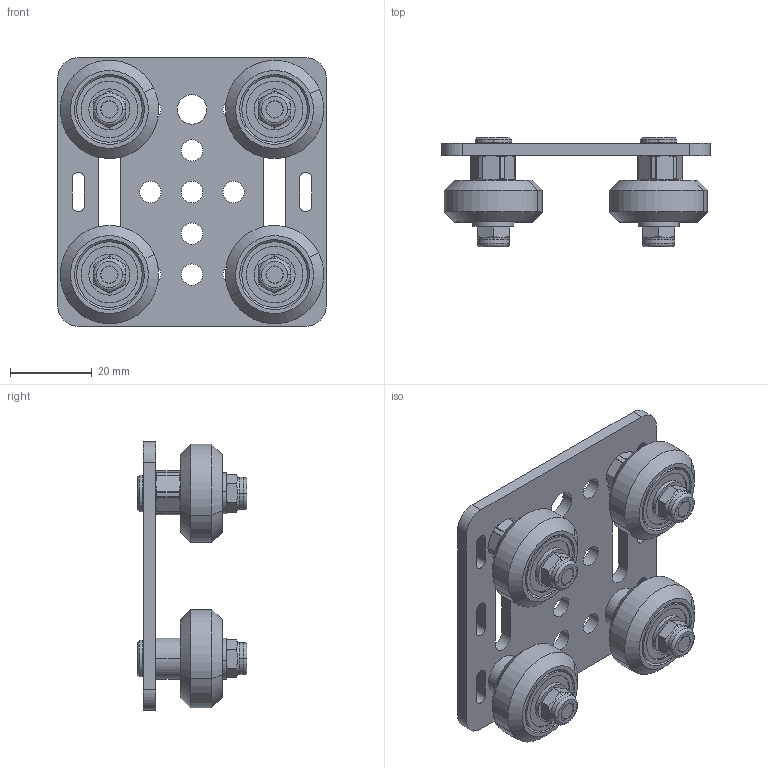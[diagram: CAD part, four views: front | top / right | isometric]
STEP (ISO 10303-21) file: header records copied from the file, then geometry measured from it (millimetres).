
FILE_DESCRIPTION (( 'STEP AP214' ), '1' );
FILE_NAME ('暑祜脲牝 镱痱嚯铋 镫囫蜩睇 65x65.STEP', '2021-09-01T13:15:37', ( 'Windows User' ), ( '' ), 'SwSTEP 2.0', 'SolidWorks 2021', '' );
FILE_SCHEMA (( 'AUTOMOTIVE_DESIGN' ));
Length unit declared in the file: millimetre
Products named in the file (10): A180 Ïîäøèïíèê 625rs, O 5  O 16; A172 栖闉罻 豂錒罻_00; A201 Äèñòàíöèîííàÿ âòóëêà 5õ6 ìì_00; A172 Ñòàíäàðòíûé ïëàñòèêîâûé ðîëèê äëÿ V-ïàçà; 暑祜脲牝 镱痱嚯铋 镫囫蜩睇 65x65; A165 Ïëàñòèíà ïîðòàëüíàÿ  65õ65 äëÿ ðîëèêîâ_00; A143 Âèíò ñ ïëîñêîé ãîëîâêîé è âíóòð. øåñòèãðàííèêîì M5õ25; A211 Âûñîêîòî÷íàÿ äèñòàíöèîííàÿ øàéáà 5 ìì_00; A195-Standartnyy-ekstsentrik-6-mm_-dlya-vinta-M5_podrobnaya-model__00; A229 Ñàìîêîíòðÿùàÿñÿ ãàéêà M5_00
Assembly tree (25 placements, depth 3):
  暑祜脲牝 镱痱嚯铋 镫囫蜩睇 65x65
    A165 Ïëàñòèíà ïîðòàëüíàÿ  65õ65 äëÿ ðîëèêîâ_00
    A143 Âèíò ñ ïëîñêîé ãîëîâêîé è âíóòð. øåñòèãðàííèêîì M5õ25  x4
    A195-Standartnyy-ekstsentrik-6-mm_-dlya-vinta-M5_podrobnaya-model__00  x2
    A172 栖闉罻 豂錒罻_00  x4
      A211 Âûñîêîòî÷íàÿ äèñòàíöèîííàÿ øàéáà 5 ìì_00
      A180 Ïîäøèïíèê 625rs, O 5  O 16
      A172 Ñòàíäàðòíûé ïëàñòèêîâûé ðîëèê äëÿ V-ïàçà
    A229 Ñàìîêîíòðÿùàÿñÿ ãàéêà M5_00  x4
    A201 Äèñòàíöèîííàÿ âòóëêà 5õ6 ìì_00  x2
    A211 Âûñîêîòî÷íàÿ äèñòàíöèîííàÿ øàéáà 5 ìì_00  x4
Bounding box: 65.5 x 26.7 x 65.5 mm (x, y, z)
Volume: 30840.4 mm3; surface area: 28020 mm2
Topology: 33 solids, 33 shells, 646 faces, 1482 edges, 952 vertices
Faces by surface type: cylinder 286, plane 216, cone 104, torus 40
Entity records: 8243 total; most frequent: CARTESIAN_POINT 1728, DIRECTION 1200, ORIENTED_EDGE 1104, EDGE_CURVE 552, AXIS2_PLACEMENT_3D 480, VERTEX_POINT 358, EDGE_LOOP 286, VECTOR 240
